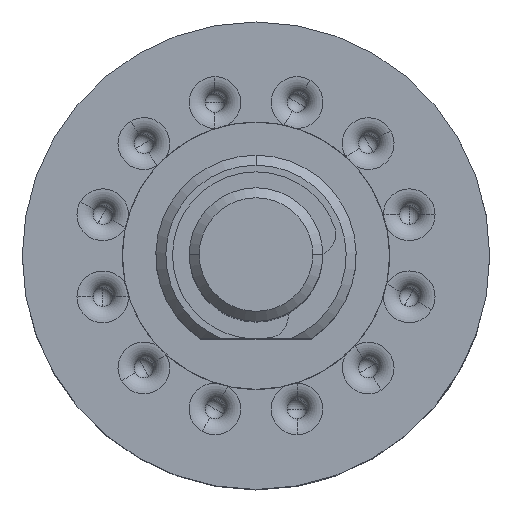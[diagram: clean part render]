
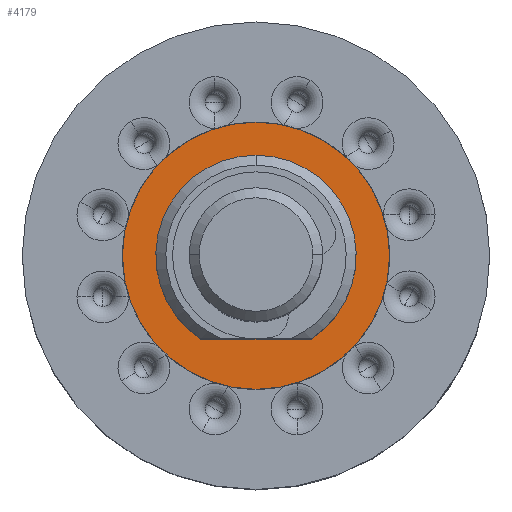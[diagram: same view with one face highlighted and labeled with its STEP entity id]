
A CAD part, top view. The second image highlights one B-rep face of the part: STEP entity #4179.
In plain terms, the highlighted planar face has unit normal (0, 0, 1).
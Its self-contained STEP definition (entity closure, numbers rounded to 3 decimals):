
#15 = VECTOR ( 'NONE', #1154, 1000. ) ;
#241 = VERTEX_POINT ( 'NONE', #331 ) ;
#331 = CARTESIAN_POINT ( 'NONE',  ( -1.658, -2.5, 0. ) ) ;
#1154 = DIRECTION ( 'NONE',  ( -1., 0., 0. ) ) ;
#1437 = DIRECTION ( 'NONE',  ( 0., -1., 0. ) ) ;
#1477 = AXIS2_PLACEMENT_3D ( 'NONE', #5295, #17417, #3836 ) ;
#1660 = EDGE_CURVE ( 'NONE', #6661, #7377, #3656, .T. ) ;
#1980 = CARTESIAN_POINT ( 'NONE',  ( 0., -4., 0. ) ) ;
#2147 = LINE ( 'NONE', #9137, #15 ) ;
#2540 = VERTEX_POINT ( 'NONE', #17050 ) ;
#3030 = CIRCLE ( 'NONE', #4350, 4. ) ;
#3656 = CIRCLE ( 'NONE', #13910, 4. ) ;
#3836 = DIRECTION ( 'NONE',  ( 0., -1., 0. ) ) ;
#4179 = ADVANCED_FACE ( 'NONE', ( #15186, #15594 ), #8163, .T. ) ;
#4350 = AXIS2_PLACEMENT_3D ( 'NONE', #13064, #8810, #7677 ) ;
#5229 = ORIENTED_EDGE ( 'NONE', *, *, #1660, .T. ) ;
#5295 = CARTESIAN_POINT ( 'NONE',  ( 0., 0., 0. ) ) ;
#5606 = EDGE_CURVE ( 'NONE', #2540, #241, #15057, .T. ) ;
#5613 = DIRECTION ( 'NONE',  ( 0., 0., 1. ) ) ;
#6396 = AXIS2_PLACEMENT_3D ( 'NONE', #9031, #17332, #11758 ) ;
#6467 = ORIENTED_EDGE ( 'NONE', *, *, #12265, .F. ) ;
#6661 = VERTEX_POINT ( 'NONE', #11362 ) ;
#7377 = VERTEX_POINT ( 'NONE', #1980 ) ;
#7677 = DIRECTION ( 'NONE',  ( 0., -1., 0. ) ) ;
#8146 = DIRECTION ( 'NONE',  ( 0., 0., 1. ) ) ;
#8163 = PLANE ( 'NONE',  #12409 ) ;
#8526 = EDGE_CURVE ( 'NONE', #7377, #6661, #3030, .T. ) ;
#8590 = CARTESIAN_POINT ( 'NONE',  ( 1.658, -2.5, 0. ) ) ;
#8611 = EDGE_LOOP ( 'NONE', ( #12797, #14910, #6467 ) ) ;
#8810 = DIRECTION ( 'NONE',  ( 0., 0., 1. ) ) ;
#8967 = EDGE_CURVE ( 'NONE', #16845, #241, #2147, .T. ) ;
#9031 = CARTESIAN_POINT ( 'NONE',  ( 0., 0., 0. ) ) ;
#9137 = CARTESIAN_POINT ( 'NONE',  ( 0., -2.5, 0. ) ) ;
#9653 = CARTESIAN_POINT ( 'NONE',  ( 0., 0., 0. ) ) ;
#11362 = CARTESIAN_POINT ( 'NONE',  ( 0., 4., 0. ) ) ;
#11758 = DIRECTION ( 'NONE',  ( 0., -1., 0. ) ) ;
#12265 = EDGE_CURVE ( 'NONE', #16845, #2540, #15185, .T. ) ;
#12267 = DIRECTION ( 'NONE',  ( 0., -1., 0. ) ) ;
#12409 = AXIS2_PLACEMENT_3D ( 'NONE', #9653, #5613, #12267 ) ;
#12797 = ORIENTED_EDGE ( 'NONE', *, *, #8967, .T. ) ;
#13064 = CARTESIAN_POINT ( 'NONE',  ( 0., 0., 0. ) ) ;
#13910 = AXIS2_PLACEMENT_3D ( 'NONE', #14938, #8146, #1437 ) ;
#14910 = ORIENTED_EDGE ( 'NONE', *, *, #5606, .F. ) ;
#14938 = CARTESIAN_POINT ( 'NONE',  ( 0., 0., 0. ) ) ;
#15057 = CIRCLE ( 'NONE', #1477, 3. ) ;
#15185 = CIRCLE ( 'NONE', #6396, 3. ) ;
#15186 = FACE_BOUND ( 'NONE', #8611, .T. ) ;
#15594 = FACE_OUTER_BOUND ( 'NONE', #16070, .T. ) ;
#16070 = EDGE_LOOP ( 'NONE', ( #5229, #17091 ) ) ;
#16845 = VERTEX_POINT ( 'NONE', #8590 ) ;
#17050 = CARTESIAN_POINT ( 'NONE',  ( 0., 3., 0. ) ) ;
#17091 = ORIENTED_EDGE ( 'NONE', *, *, #8526, .T. ) ;
#17332 = DIRECTION ( 'NONE',  ( 0., 0., 1. ) ) ;
#17417 = DIRECTION ( 'NONE',  ( 0., 0., 1. ) ) ;
